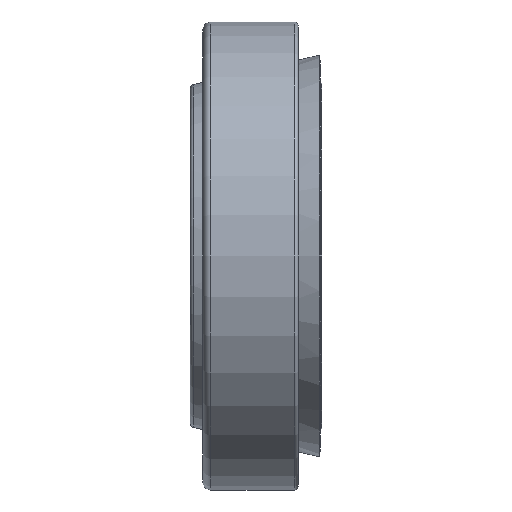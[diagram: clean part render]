
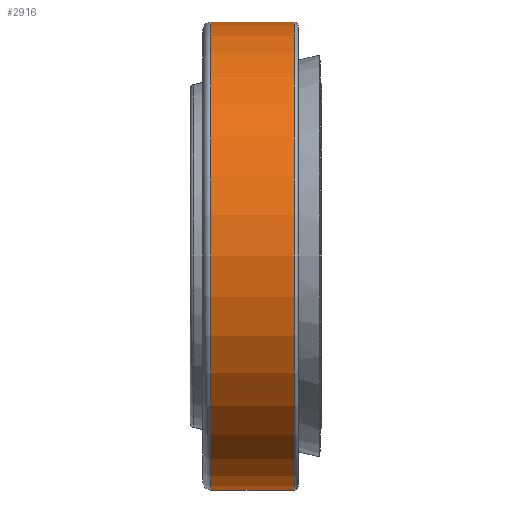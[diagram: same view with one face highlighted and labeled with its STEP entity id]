
A CAD part, front view. The second image highlights one B-rep face of the part: STEP entity #2916.
In plain terms, the highlighted cylindrical face has radius 38.1 mm (diameter 76.2 mm), a partial arc.
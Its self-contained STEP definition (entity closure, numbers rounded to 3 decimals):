
#105 = DIRECTION ( 'NONE',  ( 0., 0., 1. ) ) ;
#239 = DIRECTION ( 'NONE',  ( -1., 0., 0. ) ) ;
#345 = FACE_OUTER_BOUND ( 'NONE', #8293, .T. ) ;
#483 = CIRCLE ( 'NONE', #1366, 38.1 ) ;
#546 = DIRECTION ( 'NONE',  ( -1., 0., 0. ) ) ;
#550 = ORIENTED_EDGE ( 'NONE', *, *, #764, .F. ) ;
#764 = EDGE_CURVE ( 'NONE', #5325, #6163, #483, .T. ) ;
#1185 = DIRECTION ( 'NONE',  ( -1., 0., 0. ) ) ;
#1366 = AXIS2_PLACEMENT_3D ( 'NONE', #5198, #239, #105 ) ;
#1367 = LINE ( 'NONE', #12873, #4628 ) ;
#1524 = CIRCLE ( 'NONE', #3718, 38.1 ) ;
#1559 = CARTESIAN_POINT ( 'NONE',  ( 1.572, 0., 38.1 ) ) ;
#1575 = DIRECTION ( 'NONE',  ( 0., 0., 1. ) ) ;
#2280 = CARTESIAN_POINT ( 'NONE',  ( 8.373, 0., 38.1 ) ) ;
#2865 = ORIENTED_EDGE ( 'NONE', *, *, #6190, .T. ) ;
#2916 = ADVANCED_FACE ( 'NONE', ( #345 ), #10940, .T. ) ;
#3422 = DIRECTION ( 'NONE',  ( 1., 0., 0. ) ) ;
#3442 = CARTESIAN_POINT ( 'NONE',  ( 15.174, 0., 0. ) ) ;
#3718 = AXIS2_PLACEMENT_3D ( 'NONE', #3442, #546, #1575 ) ;
#4538 = DIRECTION ( 'NONE',  ( 0., 0., 1. ) ) ;
#4628 = VECTOR ( 'NONE', #3422, 1000. ) ;
#4668 = CARTESIAN_POINT ( 'NONE',  ( 8.373, 0., 0. ) ) ;
#4678 = EDGE_CURVE ( 'NONE', #6583, #7424, #1524, .T. ) ;
#5198 = CARTESIAN_POINT ( 'NONE',  ( 1.572, 0., 0. ) ) ;
#5272 = ORIENTED_EDGE ( 'NONE', *, *, #8856, .T. ) ;
#5325 = VERTEX_POINT ( 'NONE', #11726 ) ;
#6163 = VERTEX_POINT ( 'NONE', #1559 ) ;
#6190 = EDGE_CURVE ( 'NONE', #5325, #6583, #1367, .T. ) ;
#6200 = ORIENTED_EDGE ( 'NONE', *, *, #4678, .T. ) ;
#6411 = VECTOR ( 'NONE', #1185, 1000. ) ;
#6583 = VERTEX_POINT ( 'NONE', #13059 ) ;
#7424 = VERTEX_POINT ( 'NONE', #13311 ) ;
#8293 = EDGE_LOOP ( 'NONE', ( #5272, #550, #2865, #6200 ) ) ;
#8668 = DIRECTION ( 'NONE',  ( -1., 0., 0. ) ) ;
#8856 = EDGE_CURVE ( 'NONE', #7424, #6163, #10614, .T. ) ;
#10614 = LINE ( 'NONE', #2280, #6411 ) ;
#10940 = CYLINDRICAL_SURFACE ( 'NONE', #12259, 38.1 ) ;
#11726 = CARTESIAN_POINT ( 'NONE',  ( 1.572, 0., -38.1 ) ) ;
#12259 = AXIS2_PLACEMENT_3D ( 'NONE', #4668, #8668, #4538 ) ;
#12873 = CARTESIAN_POINT ( 'NONE',  ( 8.373, 0., -38.1 ) ) ;
#13059 = CARTESIAN_POINT ( 'NONE',  ( 15.174, 0., -38.1 ) ) ;
#13311 = CARTESIAN_POINT ( 'NONE',  ( 15.174, 0., 38.1 ) ) ;
